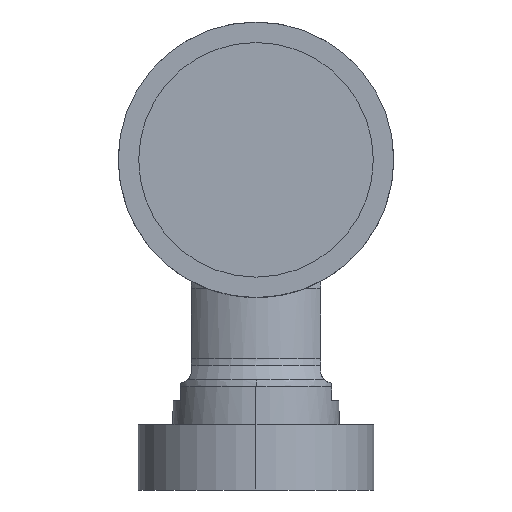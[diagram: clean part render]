
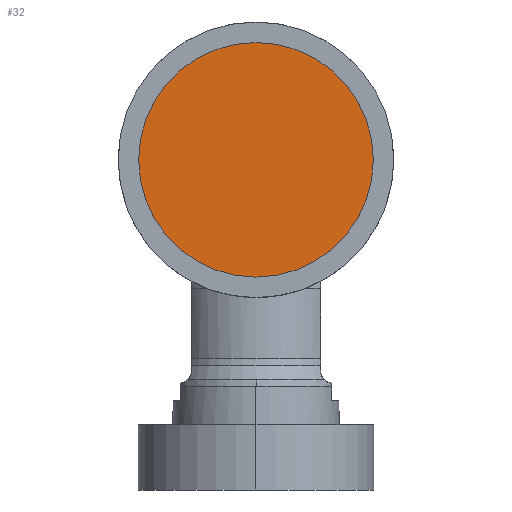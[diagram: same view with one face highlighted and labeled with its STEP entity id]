
A CAD part, left-side view. The second image highlights one B-rep face of the part: STEP entity #32.
In plain terms, the highlighted planar face has unit normal (-1, 0, 0).
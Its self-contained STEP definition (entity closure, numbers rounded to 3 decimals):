
#32 = ADVANCED_FACE ( 'NONE', ( #1578 ), #727, .T. ) ;
#54 = EDGE_CURVE ( 'NONE', #2246, #213, #2173, .T. ) ;
#182 = CARTESIAN_POINT ( 'NONE',  ( -115., 0., 171.501 ) ) ;
#213 = VERTEX_POINT ( 'NONE', #182 ) ;
#269 = AXIS2_PLACEMENT_3D ( 'NONE', #2660, #1820, #2467 ) ;
#451 = AXIS2_PLACEMENT_3D ( 'NONE', #1328, #1786, #1589 ) ;
#539 = DIRECTION ( 'NONE',  ( 0., 0., 1. ) ) ;
#617 = EDGE_CURVE ( 'NONE', #213, #2246, #2270, .T. ) ;
#727 = PLANE ( 'NONE',  #269 ) ;
#755 = CARTESIAN_POINT ( 'NONE',  ( -115., 0., 266. ) ) ;
#1225 = CARTESIAN_POINT ( 'NONE',  ( -115., 0., 360.499 ) ) ;
#1276 = EDGE_LOOP ( 'NONE', ( #1518, #2603 ) ) ;
#1328 = CARTESIAN_POINT ( 'NONE',  ( -115., 0., 266. ) ) ;
#1518 = ORIENTED_EDGE ( 'NONE', *, *, #54, .T. ) ;
#1578 = FACE_OUTER_BOUND ( 'NONE', #1276, .T. ) ;
#1589 = DIRECTION ( 'NONE',  ( 0., 0., 1. ) ) ;
#1786 = DIRECTION ( 'NONE',  ( -1., 0., 0. ) ) ;
#1820 = DIRECTION ( 'NONE',  ( -1., 0., 0. ) ) ;
#2173 = CIRCLE ( 'NONE', #2483, 94.499 ) ;
#2246 = VERTEX_POINT ( 'NONE', #1225 ) ;
#2270 = CIRCLE ( 'NONE', #451, 94.499 ) ;
#2467 = DIRECTION ( 'NONE',  ( 0., 0., -1. ) ) ;
#2477 = DIRECTION ( 'NONE',  ( -1., 0., 0. ) ) ;
#2483 = AXIS2_PLACEMENT_3D ( 'NONE', #755, #2477, #539 ) ;
#2603 = ORIENTED_EDGE ( 'NONE', *, *, #617, .T. ) ;
#2660 = CARTESIAN_POINT ( 'NONE',  ( -115., 98.279, 364.279 ) ) ;
